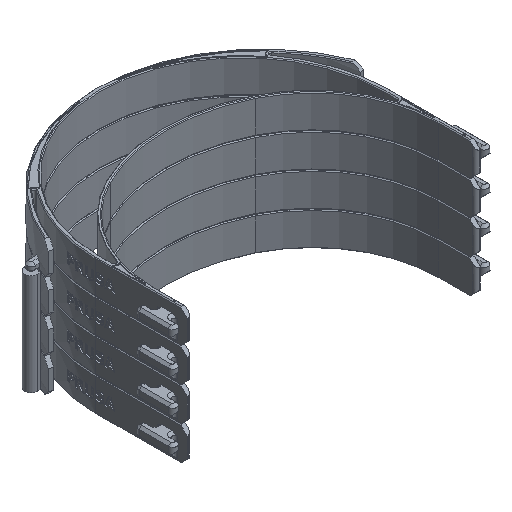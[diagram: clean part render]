
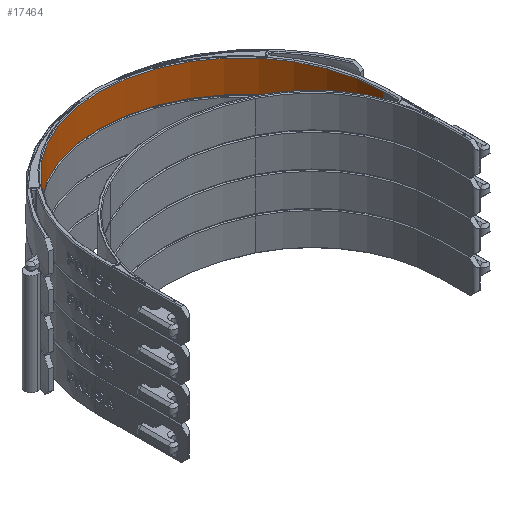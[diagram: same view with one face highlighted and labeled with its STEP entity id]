
A CAD part, isometric view. The second image highlights one B-rep face of the part: STEP entity #17464.
In plain terms, the highlighted cylindrical face has radius 85 mm (diameter 170 mm), a partial arc.
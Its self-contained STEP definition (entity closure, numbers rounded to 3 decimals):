
#1250=CYLINDRICAL_SURFACE('',#18798,85.);
#2141=FACE_OUTER_BOUND('',#3194,.T.);
#3194=EDGE_LOOP('',(#15475,#15476,#15477,#15478));
#3759=CIRCLE('',#18783,85.);
#3766=CIRCLE('',#18799,85.);
#5144=LINE('',#32877,#6611);
#5146=LINE('',#32881,#6613);
#6611=VECTOR('',#22604,10.);
#6613=VECTOR('',#22608,10.);
#8291=VERTEX_POINT('',#32837);
#8294=VERTEX_POINT('',#32842);
#8302=VERTEX_POINT('',#32876);
#8303=VERTEX_POINT('',#32880);
#10734=EDGE_CURVE('',#8294,#8291,#3759,.T.);
#10751=EDGE_CURVE('',#8302,#8291,#5144,.T.);
#10753=EDGE_CURVE('',#8303,#8294,#5146,.T.);
#10754=EDGE_CURVE('',#8302,#8303,#3766,.T.);
#15475=ORIENTED_EDGE('',*,*,#10734,.F.);
#15476=ORIENTED_EDGE('',*,*,#10753,.F.);
#15477=ORIENTED_EDGE('',*,*,#10754,.F.);
#15478=ORIENTED_EDGE('',*,*,#10751,.T.);
#17464=ADVANCED_FACE('',(#2141),#1250,.F.);
#18783=AXIS2_PLACEMENT_3D('',#32844,#22564,#22565);
#18798=AXIS2_PLACEMENT_3D('',#32879,#22606,#22607);
#18799=AXIS2_PLACEMENT_3D('',#32882,#22609,#22610);
#22564=DIRECTION('center_axis',(0.,0.,1.));
#22565=DIRECTION('ref_axis',(-1.,0.,0.));
#22604=DIRECTION('',(0.,0.,-1.));
#22606=DIRECTION('center_axis',(0.,0.,1.));
#22607=DIRECTION('ref_axis',(-1.,0.,0.));
#22608=DIRECTION('',(0.,0.,-1.));
#22609=DIRECTION('center_axis',(0.,0.,-1.));
#22610=DIRECTION('ref_axis',(-1.,0.,0.));
#32837=CARTESIAN_POINT('',(759.508,-9.803,-9.5));
#32842=CARTESIAN_POINT('',(929.508,-9.803,-9.5));
#32844=CARTESIAN_POINT('Origin',(844.508,-9.803,-9.5));
#32876=CARTESIAN_POINT('',(759.508,-9.803,9.5));
#32877=CARTESIAN_POINT('',(759.508,-9.803,0.));
#32879=CARTESIAN_POINT('Origin',(844.508,-9.803,0.));
#32880=CARTESIAN_POINT('',(929.508,-9.803,9.5));
#32881=CARTESIAN_POINT('',(929.508,-9.803,0.));
#32882=CARTESIAN_POINT('Origin',(844.508,-9.803,9.5));
